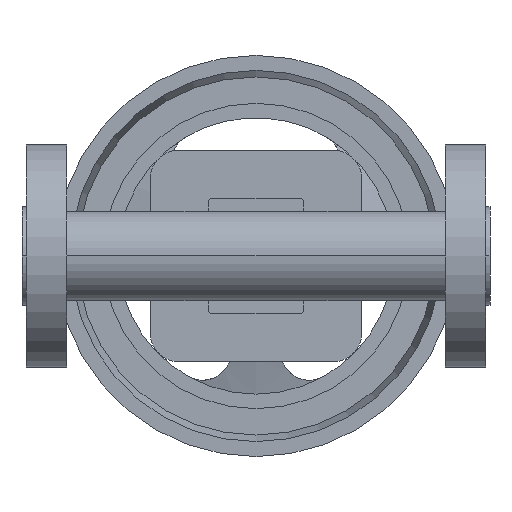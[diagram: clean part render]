
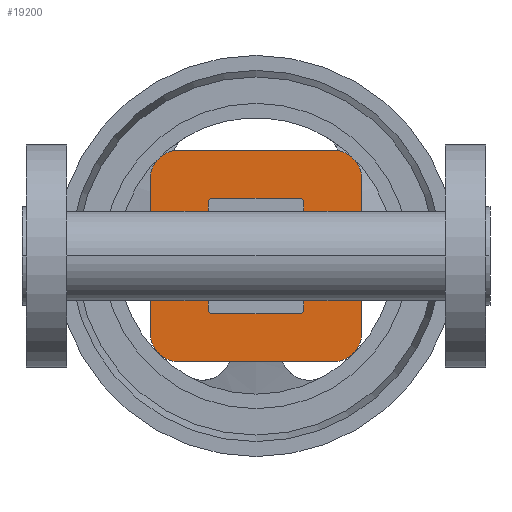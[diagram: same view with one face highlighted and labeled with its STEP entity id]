
A CAD part, front view. The second image highlights one B-rep face of the part: STEP entity #19200.
In plain terms, the highlighted planar face has unit normal (0, -1, 0).
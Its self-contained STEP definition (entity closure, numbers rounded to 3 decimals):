
#100=CARTESIAN_POINT('',(144.089,39.,
0.));
#110=VERTEX_POINT('',#100);
#160=CARTESIAN_POINT('',(119.977,39.,0.));
#170=DIRECTION('',(0.,-1.,0.));
#180=DIRECTION('',(1.,0.,0.));
#190=AXIS2_PLACEMENT_3D('',#160,#170,#180);
#200=ELLIPSE('',#190,24.111,19.);
#210=CARTESIAN_POINT('',(126.533,39.,-18.284));
#220=VERTEX_POINT('',#210);
#230=EDGE_CURVE('',#220,#110,#200,.T.);
#16780=CARTESIAN_POINT('',(105.,39.,0.));
#16790=DIRECTION('',(0.,1.,0.));
#16800=DIRECTION('',(0.,0.,1.));
#16810=AXIS2_PLACEMENT_3D('',#16780,#16790,#16800);
#16820=PLANE('',#16810);
#16830=CARTESIAN_POINT('',(81.5,39.,-18.648));
#16840=DIRECTION('',(0.,-1.,0.));
#16850=DIRECTION('',(1.,0.,0.));
#16860=AXIS2_PLACEMENT_3D('',#16830,#16840,#16850);
#16870=CIRCLE('',#16860,2.);
#16880=CARTESIAN_POINT('',(83.5,39.,-18.648));
#16890=VERTEX_POINT('',#16880);
#16900=CARTESIAN_POINT('',(83.067,39.,-17.405));
#16910=VERTEX_POINT('',#16900);
#16920=EDGE_CURVE('',#16890,#16910,#16870,.T.);
#16930=ORIENTED_EDGE('',*,*,#16920,.T.);
#16940=CARTESIAN_POINT('',(83.5,39.,9.5));
#16950=DIRECTION('',(0.,0.,1.));
#16960=VECTOR('',#16950,1.);
#16970=LINE('',#16940,#16960);
#16980=CARTESIAN_POINT('',(83.5,39.,-24.));
#16990=VERTEX_POINT('',#16980);
#17000=EDGE_CURVE('',#16990,#16890,#16970,.T.);
#17010=ORIENTED_EDGE('',*,*,#17000,.T.);
#17020=CARTESIAN_POINT('',(85.5,39.,-24.));
#17030=DIRECTION('',(0.,1.,0.));
#17040=DIRECTION('',(0.,0.,-1.));
#17050=AXIS2_PLACEMENT_3D('',#17020,#17030,#17040);
#17060=CIRCLE('',#17050,2.);
#17070=CARTESIAN_POINT('',(85.5,39.,-26.));
#17080=VERTEX_POINT('',#17070);
#17090=EDGE_CURVE('',#17080,#16990,#17060,.T.);
#17100=ORIENTED_EDGE('',*,*,#17090,.T.);
#17110=CARTESIAN_POINT('',(95.25,39.,-26.));
#17120=DIRECTION('',(-1.,0.,0.));
#17130=VECTOR('',#17120,1.);
#17140=LINE('',#17110,#17130);
#17150=CARTESIAN_POINT('',(124.5,39.,-26.));
#17160=VERTEX_POINT('',#17150);
#17170=EDGE_CURVE('',#17160,#17080,#17140,.T.);
#17180=ORIENTED_EDGE('',*,*,#17170,.T.);
#17190=CARTESIAN_POINT('',(124.5,39.,-24.));
#17200=DIRECTION('',(0.,1.,0.));
#17210=DIRECTION('',(1.,0.,0.));
#17220=AXIS2_PLACEMENT_3D('',#17190,#17200,#17210);
#17230=CIRCLE('',#17220,2.);
#17240=CARTESIAN_POINT('',(126.5,39.,-24.));
#17250=VERTEX_POINT('',#17240);
#17260=EDGE_CURVE('',#17250,#17160,#17230,.T.);
#17270=ORIENTED_EDGE('',*,*,#17260,.T.);
#17280=CARTESIAN_POINT('',(126.5,39.,-12.));
#17290=DIRECTION('',(0.,0.,-1.));
#17300=VECTOR('',#17290,1.);
#17310=LINE('',#17280,#17300);
#17320=CARTESIAN_POINT('',(126.5,39.,-18.648));
#17330=VERTEX_POINT('',#17320);
#17340=EDGE_CURVE('',#17330,#17250,#17310,.T.);
#17350=ORIENTED_EDGE('',*,*,#17340,.T.);
#17360=CARTESIAN_POINT('',(128.5,39.,-18.648));
#17370=DIRECTION('',(0.,-1.,0.));
#17380=DIRECTION('',(-0.783,0.,0.622));
#17390=AXIS2_PLACEMENT_3D('',#17360,#17370,#17380);
#17400=CIRCLE('',#17390,2.);
#17410=EDGE_CURVE('',#220,#17330,#17400,.T.);
#17420=ORIENTED_EDGE('',*,*,#17410,.T.);
#17430=ORIENTED_EDGE('',*,*,#230,.F.);
#17440=CARTESIAN_POINT('',(126.533,39.,18.284));
#17450=VERTEX_POINT('',#17440);
#17460=EDGE_CURVE('',#110,#17450,#200,.T.);
#17470=ORIENTED_EDGE('',*,*,#17460,.F.);
#17480=CARTESIAN_POINT('',(128.5,39.,18.648));
#17490=DIRECTION('',(0.,-1.,0.));
#17500=DIRECTION('',(-1.,0.,0.));
#17510=AXIS2_PLACEMENT_3D('',#17480,#17490,#17500);
#17520=CIRCLE('',#17510,2.);
#17530=CARTESIAN_POINT('',(126.5,39.,18.648));
#17540=VERTEX_POINT('',#17530);
#17550=EDGE_CURVE('',#17540,#17450,#17520,.T.);
#17560=ORIENTED_EDGE('',*,*,#17550,.T.);
#17570=CARTESIAN_POINT('',(126.5,39.,9.324));
#17580=DIRECTION('',(0.,0.,-1.));
#17590=VECTOR('',#17580,1.);
#17600=LINE('',#17570,#17590);
#17610=CARTESIAN_POINT('',(126.5,39.,24.));
#17620=VERTEX_POINT('',#17610);
#17630=EDGE_CURVE('',#17620,#17540,#17600,.T.);
#17640=ORIENTED_EDGE('',*,*,#17630,.T.);
#17650=CARTESIAN_POINT('',(124.5,39.,24.));
#17660=DIRECTION('',(0.,1.,0.));
#17670=DIRECTION('',(0.,0.,1.));
#17680=AXIS2_PLACEMENT_3D('',#17650,#17660,#17670);
#17690=CIRCLE('',#17680,2.);
#17700=CARTESIAN_POINT('',(124.5,39.,26.));
#17710=VERTEX_POINT('',#17700);
#17720=EDGE_CURVE('',#17710,#17620,#17690,.T.);
#17730=ORIENTED_EDGE('',*,*,#17720,.T.);
#17740=CARTESIAN_POINT('',(114.75,39.,26.));
#17750=DIRECTION('',(1.,0.,0.));
#17760=VECTOR('',#17750,1.);
#17770=LINE('',#17740,#17760);
#17780=CARTESIAN_POINT('',(85.5,39.,26.));
#17790=VERTEX_POINT('',#17780);
#17800=EDGE_CURVE('',#17790,#17710,#17770,.T.);
#17810=ORIENTED_EDGE('',*,*,#17800,.T.);
#17820=CARTESIAN_POINT('',(85.5,39.,24.));
#17830=DIRECTION('',(0.,1.,0.));
#17840=DIRECTION('',(-1.,0.,0.));
#17850=AXIS2_PLACEMENT_3D('',#17820,#17830,#17840);
#17860=CIRCLE('',#17850,2.);
#17870=CARTESIAN_POINT('',(83.5,39.,24.));
#17880=VERTEX_POINT('',#17870);
#17890=EDGE_CURVE('',#17880,#17790,#17860,.T.);
#17900=ORIENTED_EDGE('',*,*,#17890,.T.);
#17910=CARTESIAN_POINT('',(83.5,39.,9.5));
#17920=DIRECTION('',(0.,0.,1.));
#17930=VECTOR('',#17920,1.);
#17940=LINE('',#17910,#17930);
#17950=CARTESIAN_POINT('',(83.5,39.,18.648));
#17960=VERTEX_POINT('',#17950);
#17970=EDGE_CURVE('',#17960,#17880,#17940,.T.);
#17980=ORIENTED_EDGE('',*,*,#17970,.T.);
#17990=CARTESIAN_POINT('',(81.5,39.,18.648));
#18000=DIRECTION('',(0.,-1.,0.));
#18010=DIRECTION('',(0.783,0.,-0.622));
#18020=AXIS2_PLACEMENT_3D('',#17990,#18000,#18010);
#18030=CIRCLE('',#18020,2.);
#18040=CARTESIAN_POINT('',(83.067,39.,17.405));
#18050=VERTEX_POINT('',#18040);
#18060=EDGE_CURVE('',#18050,#17960,#18030,.T.);
#18070=ORIENTED_EDGE('',*,*,#18060,.T.);
#18080=CARTESIAN_POINT('',(105.,39.,0.));
#18090=DIRECTION('',(0.,1.,0.));
#18100=DIRECTION('',(-0.783,0.,-0.622));
#18110=AXIS2_PLACEMENT_3D('',#18080,#18090,#18100);
#18120=CIRCLE('',#18110,28.);
#18130=CARTESIAN_POINT('',(77.65,39.,6.));
#18140=VERTEX_POINT('',#18130);
#18150=EDGE_CURVE('',#18140,#18050,#18120,.T.);
#18160=ORIENTED_EDGE('',*,*,#18150,.T.);
#18170=CARTESIAN_POINT('',(105.,39.,6.));
#18180=DIRECTION('',(1.,0.,0.));
#18190=VECTOR('',#18180,1.);
#18200=LINE('',#18170,#18190);
#18210=CARTESIAN_POINT('',(62.,39.,6.));
#18220=VERTEX_POINT('',#18210);
#18230=EDGE_CURVE('',#18220,#18140,#18200,.T.);
#18240=ORIENTED_EDGE('',*,*,#18230,.T.);
#18250=CARTESIAN_POINT('',(62.,39.,3.));
#18260=DIRECTION('',(0.,0.,1.));
#18270=VECTOR('',#18260,1.);
#18280=LINE('',#18250,#18270);
#18290=CARTESIAN_POINT('',(62.,39.,-6.));
#18300=VERTEX_POINT('',#18290);
#18310=EDGE_CURVE('',#18300,#18220,#18280,.T.);
#18320=ORIENTED_EDGE('',*,*,#18310,.T.);
#18330=CARTESIAN_POINT('',(105.,39.,-6.));
#18340=DIRECTION('',(-1.,0.,0.));
#18350=VECTOR('',#18340,1.);
#18360=LINE('',#18330,#18350);
#18370=CARTESIAN_POINT('',(77.65,39.,-6.));
#18380=VERTEX_POINT('',#18370);
#18390=EDGE_CURVE('',#18380,#18300,#18360,.T.);
#18400=ORIENTED_EDGE('',*,*,#18390,.T.);
#18410=CARTESIAN_POINT('',(105.,39.,0.));
#18420=DIRECTION('',(0.,1.,0.));
#18430=DIRECTION('',(-0.783,0.,-0.622));
#18440=AXIS2_PLACEMENT_3D('',#18410,#18420,#18430);
#18450=CIRCLE('',#18440,28.);
#18460=EDGE_CURVE('',#16910,#18380,#18450,.T.);
#18470=ORIENTED_EDGE('',*,*,#18460,.T.);
#18480=EDGE_LOOP('',(#18470,#18400,#18320,#18240,#18160,#18070,#17980,
#17900,#17810,#17730,#17640,#17560,#17470,#17430,#17420,#17350,#17270,
#17180,#17100,#17010,#16930));
#18490=FACE_BOUND('',#18480,.T.);
#18500=CARTESIAN_POINT('',(70.5,39.,47.5));
#18510=DIRECTION('',(1.,0.,0.));
#18520=VECTOR('',#18510,1.);
#18530=LINE('',#18500,#18520);
#18540=CARTESIAN_POINT('',(70.5,39.,47.5));
#18550=VERTEX_POINT('',#18540);
#18560=CARTESIAN_POINT('',(139.5,39.,47.5));
#18570=VERTEX_POINT('',#18560);
#18580=EDGE_CURVE('',#18550,#18570,#18530,.T.);
#18590=ORIENTED_EDGE('',*,*,#18580,.F.);
#18600=CARTESIAN_POINT('',(139.5,39.,34.5));
#18610=DIRECTION('',(0.,1.,0.));
#18620=DIRECTION('',(0.,0.,1.));
#18630=AXIS2_PLACEMENT_3D('',#18600,#18610,#18620);
#18640=CIRCLE('',#18630,13.);
#18650=CARTESIAN_POINT('',(152.5,39.,34.5));
#18660=VERTEX_POINT('',#18650);
#18670=EDGE_CURVE('',#18570,#18660,#18640,.T.);
#18680=ORIENTED_EDGE('',*,*,#18670,.F.);
#18690=CARTESIAN_POINT('',(152.5,39.,34.5));
#18700=DIRECTION('',(0.,0.,-1.));
#18710=VECTOR('',#18700,1.);
#18720=LINE('',#18690,#18710);
#18730=CARTESIAN_POINT('',(152.5,39.,-34.5));
#18740=VERTEX_POINT('',#18730);
#18750=EDGE_CURVE('',#18660,#18740,#18720,.T.);
#18760=ORIENTED_EDGE('',*,*,#18750,.F.);
#18770=CARTESIAN_POINT('',(139.5,39.,-34.5));
#18780=DIRECTION('',(0.,1.,0.));
#18790=DIRECTION('',(1.,0.,0.));
#18800=AXIS2_PLACEMENT_3D('',#18770,#18780,#18790);
#18810=CIRCLE('',#18800,13.);
#18820=CARTESIAN_POINT('',(139.5,39.,-47.5));
#18830=VERTEX_POINT('',#18820);
#18840=EDGE_CURVE('',#18740,#18830,#18810,.T.);
#18850=ORIENTED_EDGE('',*,*,#18840,.F.);
#18860=CARTESIAN_POINT('',(139.5,39.,-47.5));
#18870=DIRECTION('',(-1.,0.,0.));
#18880=VECTOR('',#18870,1.);
#18890=LINE('',#18860,#18880);
#18900=CARTESIAN_POINT('',(70.5,39.,-47.5));
#18910=VERTEX_POINT('',#18900);
#18920=EDGE_CURVE('',#18830,#18910,#18890,.T.);
#18930=ORIENTED_EDGE('',*,*,#18920,.F.);
#18940=CARTESIAN_POINT('',(70.5,39.,-34.5));
#18950=DIRECTION('',(0.,1.,0.));
#18960=DIRECTION('',(0.,0.,-1.));
#18970=AXIS2_PLACEMENT_3D('',#18940,#18950,#18960);
#18980=CIRCLE('',#18970,13.);
#18990=CARTESIAN_POINT('',(57.5,39.,-34.5));
#19000=VERTEX_POINT('',#18990);
#19010=EDGE_CURVE('',#18910,#19000,#18980,.T.);
#19020=ORIENTED_EDGE('',*,*,#19010,.F.);
#19030=CARTESIAN_POINT('',(57.5,39.,-34.5));
#19040=DIRECTION('',(0.,0.,1.));
#19050=VECTOR('',#19040,1.);
#19060=LINE('',#19030,#19050);
#19070=CARTESIAN_POINT('',(57.5,39.,34.5));
#19080=VERTEX_POINT('',#19070);
#19090=EDGE_CURVE('',#19000,#19080,#19060,.T.);
#19100=ORIENTED_EDGE('',*,*,#19090,.F.);
#19110=CARTESIAN_POINT('',(70.5,39.,34.5));
#19120=DIRECTION('',(0.,1.,0.));
#19130=DIRECTION('',(-1.,0.,0.));
#19140=AXIS2_PLACEMENT_3D('',#19110,#19120,#19130);
#19150=CIRCLE('',#19140,13.);
#19160=EDGE_CURVE('',#19080,#18550,#19150,.T.);
#19170=ORIENTED_EDGE('',*,*,#19160,.F.);
#19180=EDGE_LOOP('',(#19170,#19100,#19020,#18930,#18850,#18760,#18680,
#18590));
#19190=FACE_OUTER_BOUND('',#19180,.T.);
#19200=ADVANCED_FACE('',(#18490,#19190),#16820,.F.);
